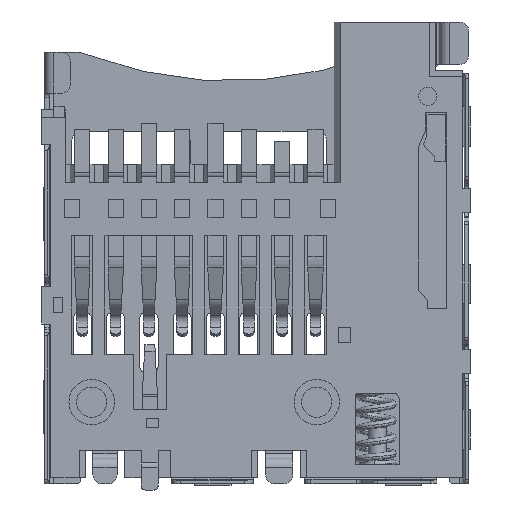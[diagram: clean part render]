
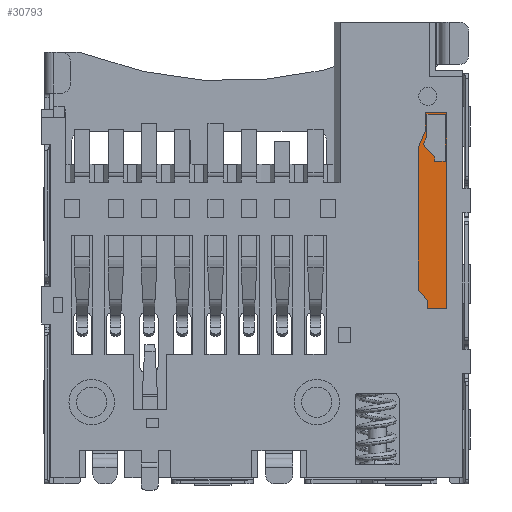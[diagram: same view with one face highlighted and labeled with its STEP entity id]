
A CAD part, front view. The second image highlights one B-rep face of the part: STEP entity #30793.
In plain terms, the highlighted face is planar.
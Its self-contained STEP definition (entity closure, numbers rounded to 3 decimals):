
#5508=ORIENTED_EDGE('',*,*,#10137,.T.);
#5509=ORIENTED_EDGE('',*,*,#10138,.T.);
#5510=ORIENTED_EDGE('',*,*,#10139,.T.);
#5511=ORIENTED_EDGE('',*,*,#10140,.T.);
#5512=ORIENTED_EDGE('',*,*,#10141,.T.);
#5513=ORIENTED_EDGE('',*,*,#10142,.T.);
#5514=ORIENTED_EDGE('',*,*,#10143,.T.);
#5515=ORIENTED_EDGE('',*,*,#9650,.F.);
#5516=ORIENTED_EDGE('',*,*,#9652,.F.);
#5517=ORIENTED_EDGE('',*,*,#9637,.T.);
#5518=ORIENTED_EDGE('',*,*,#9640,.F.);
#5519=ORIENTED_EDGE('',*,*,#9642,.F.);
#5520=ORIENTED_EDGE('',*,*,#9644,.F.);
#5521=ORIENTED_EDGE('',*,*,#9647,.T.);
#5522=ORIENTED_EDGE('',*,*,#9649,.T.);
#9637=EDGE_CURVE('',#12393,#12394,#14546,.T.);
#9640=EDGE_CURVE('',#12395,#12394,#14549,.T.);
#9642=EDGE_CURVE('',#12396,#12395,#14551,.T.);
#9644=EDGE_CURVE('',#12397,#12396,#14553,.T.);
#9647=EDGE_CURVE('',#12397,#12398,#14556,.T.);
#9649=EDGE_CURVE('',#12398,#12399,#14558,.T.);
#9650=EDGE_CURVE('',#12400,#12399,#14559,.T.);
#9652=EDGE_CURVE('',#12393,#12400,#14561,.T.);
#10137=EDGE_CURVE('',#12701,#12702,#14990,.T.);
#10138=EDGE_CURVE('',#12702,#12703,#14991,.T.);
#10139=EDGE_CURVE('',#12703,#12704,#14992,.T.);
#10140=EDGE_CURVE('',#12704,#12705,#14993,.T.);
#10141=EDGE_CURVE('',#12705,#12706,#14994,.T.);
#10142=EDGE_CURVE('',#12706,#12707,#14995,.T.);
#10143=EDGE_CURVE('',#12707,#12701,#14996,.T.);
#12393=VERTEX_POINT('',#45912);
#12394=VERTEX_POINT('',#45913);
#12395=VERTEX_POINT('',#45918);
#12396=VERTEX_POINT('',#45922);
#12397=VERTEX_POINT('',#45926);
#12398=VERTEX_POINT('',#45930);
#12399=VERTEX_POINT('',#45934);
#12400=VERTEX_POINT('',#45938);
#12701=VERTEX_POINT('',#48940);
#12702=VERTEX_POINT('',#48941);
#12703=VERTEX_POINT('',#48943);
#12704=VERTEX_POINT('',#48945);
#12705=VERTEX_POINT('',#48947);
#12706=VERTEX_POINT('',#48949);
#12707=VERTEX_POINT('',#48951);
#14546=LINE('',#45911,#17096);
#14549=LINE('',#45917,#17099);
#14551=LINE('',#45921,#17101);
#14553=LINE('',#45925,#17103);
#14556=LINE('',#45931,#17106);
#14558=LINE('',#45935,#17108);
#14559=LINE('',#45937,#17109);
#14561=LINE('',#45941,#17111);
#14990=LINE('',#48939,#17540);
#14991=LINE('',#48942,#17541);
#14992=LINE('',#48944,#17542);
#14993=LINE('',#48946,#17543);
#14994=LINE('',#48948,#17544);
#14995=LINE('',#48950,#17545);
#14996=LINE('',#48952,#17546);
#17096=VECTOR('',#36224,1000.);
#17099=VECTOR('',#36229,1000.);
#17101=VECTOR('',#36233,1000.);
#17103=VECTOR('',#36237,1000.);
#17106=VECTOR('',#36242,1000.);
#17108=VECTOR('',#36246,1000.);
#17109=VECTOR('',#36249,1000.);
#17111=VECTOR('',#36253,1000.);
#17540=VECTOR('',#37178,1000.);
#17541=VECTOR('',#37179,1000.);
#17542=VECTOR('',#37180,1000.);
#17543=VECTOR('',#37181,1000.);
#17544=VECTOR('',#37182,1000.);
#17545=VECTOR('',#37183,1000.);
#17546=VECTOR('',#37184,1000.);
#19114=EDGE_LOOP('',(#5508,#5509,#5510,#5511,#5512,#5513,#5514));
#19115=EDGE_LOOP('',(#5515,#5516,#5517,#5518,#5519,#5520,#5521,#5522));
#20426=FACE_BOUND('',#19114,.T.);
#20427=FACE_BOUND('',#19115,.T.);
#21395=PLANE('',#32439);
#30793=ADVANCED_FACE('',(#20426,#20427),#21395,.T.);
#32439=AXIS2_PLACEMENT_3D('',#48938,#37176,#37177);
#36224=DIRECTION('',(0.,0.923,-0.386));
#36229=DIRECTION('',(0.,-1.,0.));
#36233=DIRECTION('',(0.,-0.738,-0.675));
#36237=DIRECTION('',(0.,-1.,0.));
#36242=DIRECTION('',(0.,0.,1.));
#36246=DIRECTION('',(0.,-1.,0.));
#36249=DIRECTION('',(0.,0.,1.));
#36253=DIRECTION('',(0.,-1.,0.));
#37176=DIRECTION('',(1.,0.,0.));
#37177=DIRECTION('',(0.,0.,-1.));
#37178=DIRECTION('',(0.,0.,-1.));
#37179=DIRECTION('',(0.,-1.,0.));
#37180=DIRECTION('',(0.,-0.733,-0.68));
#37181=DIRECTION('',(0.,-0.913,0.409));
#37182=DIRECTION('',(0.,-1.,0.));
#37183=DIRECTION('',(0.,0.,1.));
#37184=DIRECTION('',(0.,1.,0.));
#45911=CARTESIAN_POINT('',(1.35,-2.9,-2.787));
#45912=CARTESIAN_POINT('',(1.35,-6.6,-1.24));
#45913=CARTESIAN_POINT('',(1.35,-6.05,-1.47));
#45917=CARTESIAN_POINT('',(1.35,-6.891,-1.47));
#45918=CARTESIAN_POINT('',(1.35,-1.35,-1.47));
#45921=CARTESIAN_POINT('',(1.35,-1.175,-1.31));
#45922=CARTESIAN_POINT('',(1.35,-1.,-1.15));
#45925=CARTESIAN_POINT('',(1.35,-0.865,-1.15));
#45926=CARTESIAN_POINT('',(1.35,-0.73,-1.15));
#45930=CARTESIAN_POINT('',(1.35,-0.73,-0.52));
#45931=CARTESIAN_POINT('',(1.35,-0.73,-1.95));
#45934=CARTESIAN_POINT('',(1.35,-7.2,-0.52));
#45935=CARTESIAN_POINT('',(1.35,-2.55,-0.52));
#45937=CARTESIAN_POINT('',(1.35,-7.2,-1.155));
#45938=CARTESIAN_POINT('',(1.35,-7.2,-1.24));
#45941=CARTESIAN_POINT('',(1.35,-6.9,-1.24));
#48938=CARTESIAN_POINT('',(1.35,-2.55,-1.95));
#48939=CARTESIAN_POINT('',(1.35,-5.6,-1.95));
#48940=CARTESIAN_POINT('',(1.35,-5.6,-0.58));
#48941=CARTESIAN_POINT('',(1.35,-5.6,-0.93));
#48942=CARTESIAN_POINT('',(1.35,-2.55,-0.93));
#48943=CARTESIAN_POINT('',(1.35,-5.75,-0.93));
#48944=CARTESIAN_POINT('',(1.35,-4.537,0.194));
#48945=CARTESIAN_POINT('',(1.35,-6.16,-1.31));
#48946=CARTESIAN_POINT('',(1.35,-2.915,-2.765));
#48947=CARTESIAN_POINT('',(1.35,-6.45,-1.18));
#48948=CARTESIAN_POINT('',(1.35,-2.55,-1.18));
#48949=CARTESIAN_POINT('',(1.35,-7.15,-1.18));
#48950=CARTESIAN_POINT('',(1.35,-7.15,-1.95));
#48951=CARTESIAN_POINT('',(1.35,-7.15,-0.58));
#48952=CARTESIAN_POINT('',(1.35,-2.55,-0.58));
